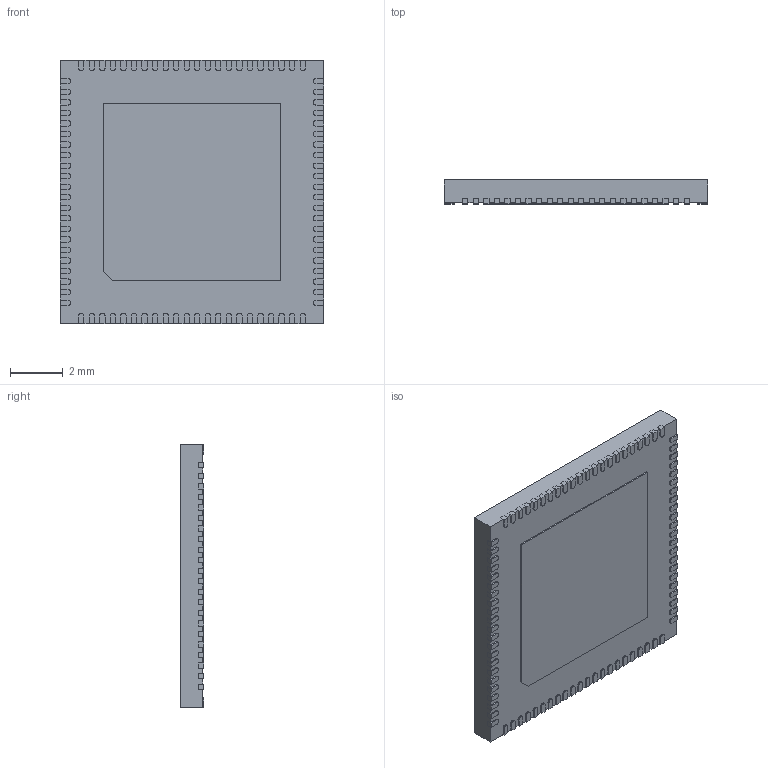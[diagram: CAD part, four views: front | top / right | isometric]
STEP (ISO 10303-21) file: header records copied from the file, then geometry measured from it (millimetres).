
FILE_DESCRIPTION (( 'STEP AP214' ), '1' );
FILE_NAME ('GW1N-LV9QN88C6_I5_.STEP', '2021-05-28T22:21:38', ( '' ), ( '' ), 'SwSTEP 2.0', 'SolidWorks 2017', '' );
FILE_SCHEMA (( 'AUTOMOTIVE_DESIGN' ));
Length unit declared in the file: millimetre
Products named in the file (1): GW1N-LV9QN88C6_I5_
Bounding box: 10 x 0.9 x 10 mm (x, y, z)
Volume: 87.6 mm3; surface area: 377.2 mm2
Topology: 91 solids, 91 shells, 950 faces, 2298 edges, 1532 vertices
Faces by surface type: plane 726, cylinder 224
Entity records: 28414 total; most frequent: CARTESIAN_POINT 4781, DIRECTION 4648, ORIENTED_EDGE 4596, EDGE_CURVE 2298, LINE 1850, VECTOR 1850, VERTEX_POINT 1532, AXIS2_PLACEMENT_3D 1399
